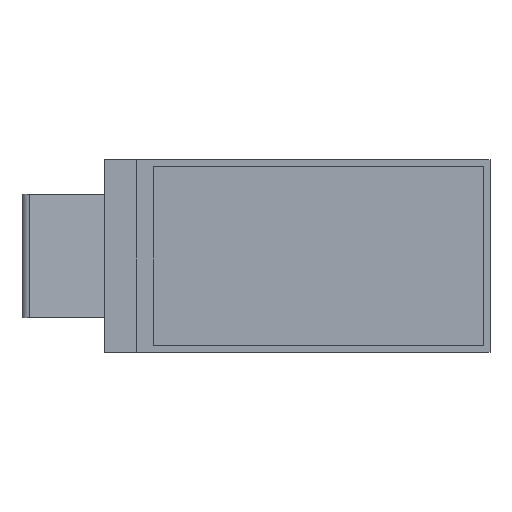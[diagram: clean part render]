
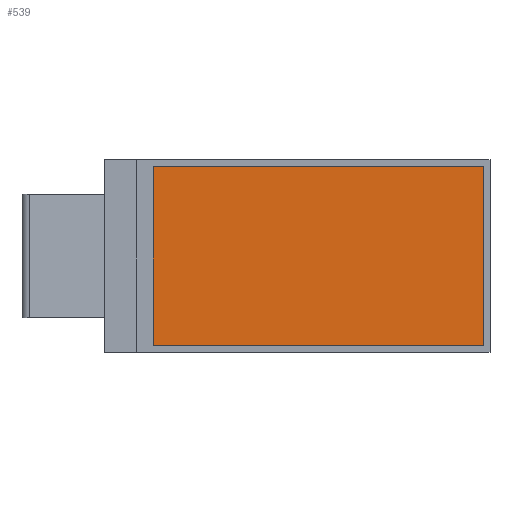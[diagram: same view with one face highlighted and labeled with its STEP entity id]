
A CAD part, top view. The second image highlights one B-rep face of the part: STEP entity #539.
In plain terms, the highlighted planar face has unit normal (0, 0, 1).
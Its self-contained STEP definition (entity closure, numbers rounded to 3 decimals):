
#39=FACE_OUTER_BOUND('',#73,.T.);
#73=EDGE_LOOP('',(#393,#394,#395,#396));
#111=LINE('',#787,#179);
#114=LINE('',#793,#182);
#117=LINE('',#799,#185);
#120=LINE('',#803,#188);
#179=VECTOR('',#637,10.);
#182=VECTOR('',#642,10.);
#185=VECTOR('',#647,10.);
#188=VECTOR('',#652,10.);
#243=VERTEX_POINT('',#784);
#244=VERTEX_POINT('',#786);
#246=VERTEX_POINT('',#792);
#248=VERTEX_POINT('',#798);
#295=EDGE_CURVE('',#244,#243,#111,.T.);
#298=EDGE_CURVE('',#246,#244,#114,.T.);
#301=EDGE_CURVE('',#248,#246,#117,.T.);
#304=EDGE_CURVE('',#243,#248,#120,.T.);
#393=ORIENTED_EDGE('',*,*,#304,.T.);
#394=ORIENTED_EDGE('',*,*,#301,.T.);
#395=ORIENTED_EDGE('',*,*,#298,.T.);
#396=ORIENTED_EDGE('',*,*,#295,.T.);
#507=PLANE('',#579);
#539=ADVANCED_FACE('',(#39),#507,.T.);
#579=AXIS2_PLACEMENT_3D('',#804,#653,#654);
#637=DIRECTION('',(0.,1.,0.));
#642=DIRECTION('',(1.,0.,0.));
#647=DIRECTION('',(0.,-1.,0.));
#652=DIRECTION('',(-1.,0.,0.));
#653=DIRECTION('center_axis',(0.,0.,1.));
#654=DIRECTION('ref_axis',(1.,0.,0.));
#784=CARTESIAN_POINT('',(13.5,6.5,1.4));
#786=CARTESIAN_POINT('',(13.5,-6.5,1.4));
#787=CARTESIAN_POINT('',(13.5,6.5,1.4));
#792=CARTESIAN_POINT('',(-10.5,-6.5,1.4));
#793=CARTESIAN_POINT('',(13.5,-6.5,1.4));
#798=CARTESIAN_POINT('',(-10.5,6.5,1.4));
#799=CARTESIAN_POINT('',(-10.5,-6.5,1.4));
#803=CARTESIAN_POINT('',(-10.5,6.5,1.4));
#804=CARTESIAN_POINT('Origin',(1.5,0.,1.4));
